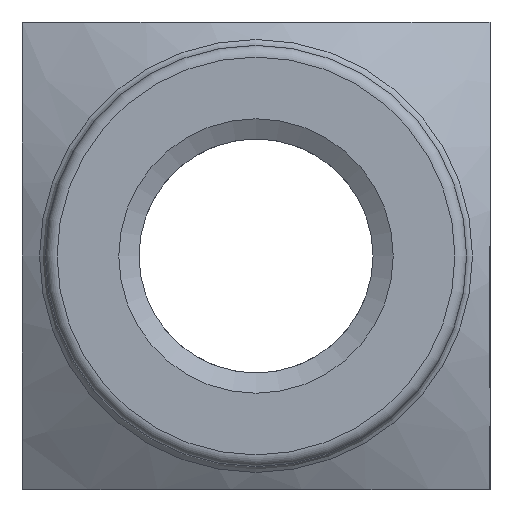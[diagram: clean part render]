
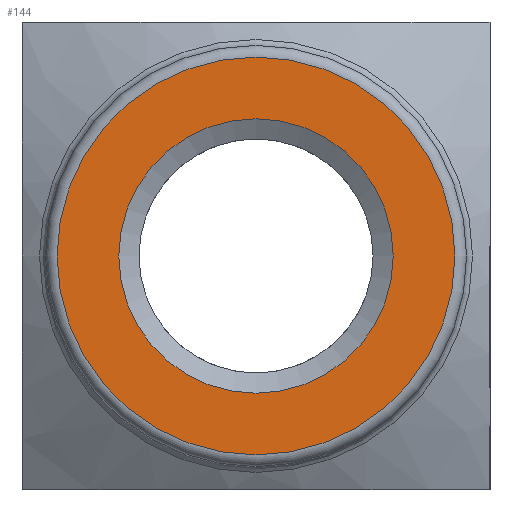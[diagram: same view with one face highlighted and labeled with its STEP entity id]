
A CAD part, front view. The second image highlights one B-rep face of the part: STEP entity #144.
In plain terms, the highlighted planar face has unit normal (0, -1, 0).
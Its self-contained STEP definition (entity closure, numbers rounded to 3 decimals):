
#20 = EDGE_LOOP ( 'NONE', ( #206 ) ) ;
#87 = DIRECTION ( 'NONE',  ( 0., -1., 0. ) ) ;
#119 = EDGE_CURVE ( 'NONE', #599, #599, #654, .T. ) ;
#144 = ADVANCED_FACE ( 'NONE', ( #414, #637 ), #493, .T. ) ;
#145 = DIRECTION ( 'NONE',  ( 0., -1., 0. ) ) ;
#154 = AXIS2_PLACEMENT_3D ( 'NONE', #760, #87, #688 ) ;
#185 = CIRCLE ( 'NONE', #480, 8.5 ) ;
#206 = ORIENTED_EDGE ( 'NONE', *, *, #119, .F. ) ;
#222 = DIRECTION ( 'NONE',  ( 1., 0., 0. ) ) ;
#265 = CARTESIAN_POINT ( 'NONE',  ( 8.5, -40., 0. ) ) ;
#294 = CARTESIAN_POINT ( 'NONE',  ( 0., -40., 0. ) ) ;
#337 = AXIS2_PLACEMENT_3D ( 'NONE', #836, #145, #222 ) ;
#414 = FACE_OUTER_BOUND ( 'NONE', #569, .T. ) ;
#442 = DIRECTION ( 'NONE',  ( 1., 0., 0. ) ) ;
#480 = AXIS2_PLACEMENT_3D ( 'NONE', #294, #768, #442 ) ;
#493 = PLANE ( 'NONE',  #154 ) ;
#569 = EDGE_LOOP ( 'NONE', ( #573 ) ) ;
#573 = ORIENTED_EDGE ( 'NONE', *, *, #713, .T. ) ;
#599 = VERTEX_POINT ( 'NONE', #733 ) ;
#605 = VERTEX_POINT ( 'NONE', #265 ) ;
#637 = FACE_BOUND ( 'NONE', #20, .T. ) ;
#654 = CIRCLE ( 'NONE', #337, 5.866 ) ;
#688 = DIRECTION ( 'NONE',  ( 1., 0., 0. ) ) ;
#713 = EDGE_CURVE ( 'NONE', #605, #605, #185, .T. ) ;
#733 = CARTESIAN_POINT ( 'NONE',  ( 5.866, -40., 0. ) ) ;
#760 = CARTESIAN_POINT ( 'NONE',  ( 0., -40., 0. ) ) ;
#768 = DIRECTION ( 'NONE',  ( 0., -1., 0. ) ) ;
#836 = CARTESIAN_POINT ( 'NONE',  ( 0., -40., 0. ) ) ;
